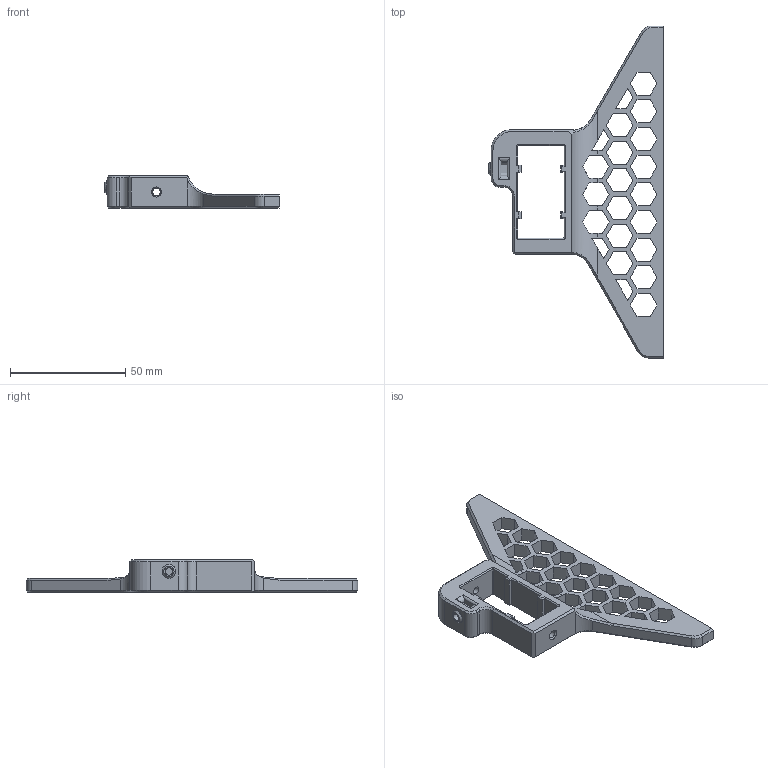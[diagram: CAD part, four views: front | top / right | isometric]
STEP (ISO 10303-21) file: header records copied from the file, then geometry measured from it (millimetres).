
FILE_DESCRIPTION(/* description */ (''),/* implementation_level */ '2;1');
FILE_NAME(/* name */ '2040 Endcap Idler.step',/* time_stamp */ '2020-06-19T15:20:22-03:00',/* author */ (''),/* organization */ (''),/* preprocessor_version */ 'ST-DEVELOPER v18.1',/* originating_system */ 'Autodesk Translation Framework v9.3.0.1241',/* authorisation */ '');
FILE_SCHEMA (('AUTOMOTIVE_DESIGN { 1 0 10303 214 3 1 1 }'));
Length unit declared in the file: millimetre
Products named in the file (1): 2040 Endcap Idler
Bounding box: 75.68 x 144 x 14 mm (x, y, z)
Volume: 26444.1 mm3; surface area: 16157.7 mm2
Topology: 1 solids, 1 shells, 281 faces, 794 edges, 511 vertices
Faces by surface type: plane 227, cone 22, cylinder 21, bspline 11
Full cylindrical faces by diameter (mm): 3.2 x2, 3.4 x2, 6 x1
Entity records: 9303 total; most frequent: CARTESIAN_POINT 1941, ORIENTED_EDGE 1588, DIRECTION 1380, EDGE_CURVE 794, LINE 682, VECTOR 682, VERTEX_POINT 511, AXIS2_PLACEMENT_3D 349
